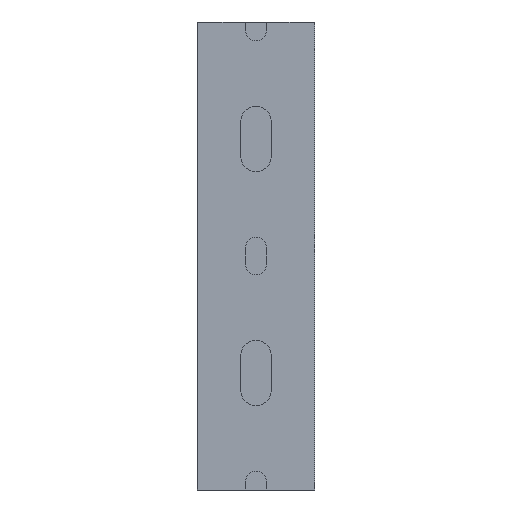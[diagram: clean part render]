
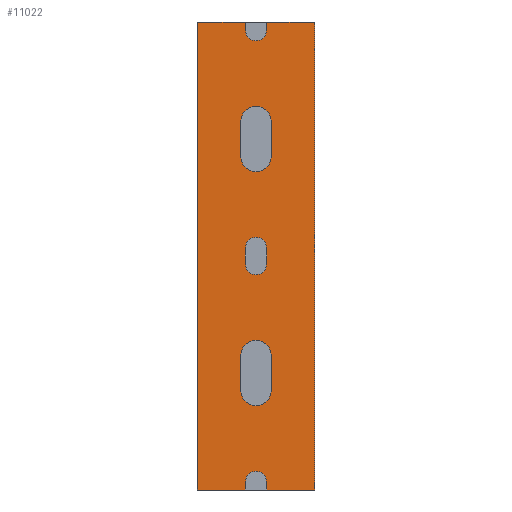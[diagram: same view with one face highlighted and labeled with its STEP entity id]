
A CAD part, front view. The second image highlights one B-rep face of the part: STEP entity #11022.
In plain terms, the highlighted planar face has unit normal (0, -1, 0).
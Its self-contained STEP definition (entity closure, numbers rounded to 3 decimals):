
#30=FACE_BOUND('',#1944,.T.);
#31=FACE_BOUND('',#1945,.T.);
#32=FACE_BOUND('',#1946,.T.);
#799=CIRCLE('',#12054,3.25);
#801=CIRCLE('',#12058,3.25);
#803=CIRCLE('',#12063,2.25);
#806=CIRCLE('',#12069,3.25);
#808=CIRCLE('',#12073,3.25);
#810=CIRCLE('',#12077,2.25);
#812=CIRCLE('',#12082,2.25);
#814=CIRCLE('',#12086,2.25);
#1374=FACE_OUTER_BOUND('',#1943,.T.);
#1943=EDGE_LOOP('',(#9971,#9972,#9973,#9974,#9975,#9976,#9977,#9978,#9979,
#9980,#9981,#9982));
#1944=EDGE_LOOP('',(#9983,#9984,#9985,#9986));
#1945=EDGE_LOOP('',(#9987,#9988,#9989,#9990));
#1946=EDGE_LOOP('',(#9991,#9992,#9993,#9994));
#2034=LINE('',#15474,#3116);
#2041=LINE('',#15488,#3123);
#2142=LINE('',#15770,#3224);
#2612=LINE('',#18209,#3694);
#2789=LINE('',#18626,#3871);
#2951=LINE('',#19150,#4033);
#2955=LINE('',#19162,#4037);
#2959=LINE('',#19172,#4041);
#2961=LINE('',#19178,#4043);
#2964=LINE('',#19186,#4046);
#2968=LINE('',#19197,#4050);
#2972=LINE('',#19209,#4054);
#2976=LINE('',#19219,#4058);
#2978=LINE('',#19227,#4060);
#2982=LINE('',#19236,#4064);
#2987=LINE('',#19249,#4069);
#3116=VECTOR('',#12233,10.);
#3123=VECTOR('',#12244,10.);
#3224=VECTOR('',#12465,10.);
#3694=VECTOR('',#13999,10.);
#3871=VECTOR('',#14496,10.);
#4033=VECTOR('',#15028,10.);
#4037=VECTOR('',#15040,10.);
#4041=VECTOR('',#15052,10.);
#4043=VECTOR('',#15056,10.);
#4046=VECTOR('',#15067,10.);
#4050=VECTOR('',#15075,10.);
#4054=VECTOR('',#15087,10.);
#4058=VECTOR('',#15099,10.);
#4060=VECTOR('',#15109,10.);
#4064=VECTOR('',#15115,10.);
#4069=VECTOR('',#15128,10.);
#4196=VERTEX_POINT('',#15471);
#4197=VERTEX_POINT('',#15473);
#4201=VERTEX_POINT('',#15485);
#4202=VERTEX_POINT('',#15487);
#4322=VERTEX_POINT('',#15767);
#4323=VERTEX_POINT('',#15769);
#5012=VERTEX_POINT('',#18208);
#5136=VERTEX_POINT('',#19147);
#5137=VERTEX_POINT('',#19149);
#5139=VERTEX_POINT('',#19155);
#5141=VERTEX_POINT('',#19161);
#5143=VERTEX_POINT('',#19170);
#5144=VERTEX_POINT('',#19174);
#5146=VERTEX_POINT('',#19177);
#5151=VERTEX_POINT('',#19194);
#5152=VERTEX_POINT('',#19196);
#5154=VERTEX_POINT('',#19202);
#5156=VERTEX_POINT('',#19208);
#5158=VERTEX_POINT('',#19217);
#5160=VERTEX_POINT('',#19223);
#5163=VERTEX_POINT('',#19233);
#5164=VERTEX_POINT('',#19235);
#5166=VERTEX_POINT('',#19241);
#5168=VERTEX_POINT('',#19247);
#5283=EDGE_CURVE('',#4196,#4197,#2034,.T.);
#5290=EDGE_CURVE('',#4202,#4201,#2041,.T.);
#5431=EDGE_CURVE('',#4323,#4322,#2142,.T.);
#6311=EDGE_CURVE('',#4323,#5012,#2612,.T.);
#6509=EDGE_CURVE('',#4201,#4197,#2789,.T.);
#6722=EDGE_CURVE('',#5137,#5136,#2951,.T.);
#6725=EDGE_CURVE('',#5139,#5137,#799,.T.);
#6728=EDGE_CURVE('',#5141,#5139,#2955,.T.);
#6731=EDGE_CURVE('',#5136,#5141,#801,.T.);
#6734=EDGE_CURVE('',#4196,#5143,#2959,.T.);
#6736=EDGE_CURVE('',#5146,#5144,#2961,.T.);
#6740=EDGE_CURVE('',#5143,#5146,#803,.T.);
#6741=EDGE_CURVE('',#5012,#5144,#2964,.T.);
#6746=EDGE_CURVE('',#5152,#5151,#2968,.T.);
#6749=EDGE_CURVE('',#5154,#5152,#806,.T.);
#6752=EDGE_CURVE('',#5156,#5154,#2972,.T.);
#6755=EDGE_CURVE('',#5151,#5156,#808,.T.);
#6758=EDGE_CURVE('',#4322,#5158,#2976,.T.);
#6761=EDGE_CURVE('',#5158,#5160,#810,.T.);
#6762=EDGE_CURVE('',#5160,#4202,#2978,.T.);
#6766=EDGE_CURVE('',#5164,#5163,#2982,.T.);
#6770=EDGE_CURVE('',#5163,#5166,#812,.T.);
#6773=EDGE_CURVE('',#5166,#5168,#2987,.T.);
#6775=EDGE_CURVE('',#5168,#5164,#814,.T.);
#9971=ORIENTED_EDGE('',*,*,#6736,.T.);
#9972=ORIENTED_EDGE('',*,*,#6741,.F.);
#9973=ORIENTED_EDGE('',*,*,#6311,.F.);
#9974=ORIENTED_EDGE('',*,*,#5431,.T.);
#9975=ORIENTED_EDGE('',*,*,#6758,.T.);
#9976=ORIENTED_EDGE('',*,*,#6761,.T.);
#9977=ORIENTED_EDGE('',*,*,#6762,.T.);
#9978=ORIENTED_EDGE('',*,*,#5290,.T.);
#9979=ORIENTED_EDGE('',*,*,#6509,.T.);
#9980=ORIENTED_EDGE('',*,*,#5283,.F.);
#9981=ORIENTED_EDGE('',*,*,#6734,.T.);
#9982=ORIENTED_EDGE('',*,*,#6740,.T.);
#9983=ORIENTED_EDGE('',*,*,#6722,.T.);
#9984=ORIENTED_EDGE('',*,*,#6731,.T.);
#9985=ORIENTED_EDGE('',*,*,#6728,.T.);
#9986=ORIENTED_EDGE('',*,*,#6725,.T.);
#9987=ORIENTED_EDGE('',*,*,#6746,.T.);
#9988=ORIENTED_EDGE('',*,*,#6755,.T.);
#9989=ORIENTED_EDGE('',*,*,#6752,.T.);
#9990=ORIENTED_EDGE('',*,*,#6749,.T.);
#9991=ORIENTED_EDGE('',*,*,#6766,.T.);
#9992=ORIENTED_EDGE('',*,*,#6770,.T.);
#9993=ORIENTED_EDGE('',*,*,#6773,.T.);
#9994=ORIENTED_EDGE('',*,*,#6775,.T.);
#10468=PLANE('',#12102);
#11022=ADVANCED_FACE('',(#1374,#30,#31,#32),#10468,.T.);
#12054=AXIS2_PLACEMENT_3D('',#19156,#15034,#15035);
#12058=AXIS2_PLACEMENT_3D('',#19166,#15046,#15047);
#12063=AXIS2_PLACEMENT_3D('',#19184,#15063,#15064);
#12069=AXIS2_PLACEMENT_3D('',#19203,#15081,#15082);
#12073=AXIS2_PLACEMENT_3D('',#19213,#15093,#15094);
#12077=AXIS2_PLACEMENT_3D('',#19225,#15105,#15106);
#12082=AXIS2_PLACEMENT_3D('',#19243,#15122,#15123);
#12086=AXIS2_PLACEMENT_3D('',#19252,#15133,#15134);
#12102=AXIS2_PLACEMENT_3D('',#19279,#15176,#15177);
#12233=DIRECTION('',(-1.,0.,0.));
#12244=DIRECTION('',(-1.,0.,0.));
#12465=DIRECTION('',(-1.,0.,0.));
#13999=DIRECTION('',(0.,0.,-1.));
#14496=DIRECTION('',(0.,0.,-1.));
#15028=DIRECTION('',(0.,0.,-1.));
#15034=DIRECTION('center_axis',(0.,1.,0.));
#15035=DIRECTION('ref_axis',(1.,0.,0.));
#15040=DIRECTION('',(0.,0.,1.));
#15046=DIRECTION('center_axis',(0.,1.,0.));
#15047=DIRECTION('ref_axis',(-1.,0.,0.));
#15052=DIRECTION('',(0.,0.,1.));
#15056=DIRECTION('',(0.,0.,-1.));
#15063=DIRECTION('center_axis',(0.,1.,0.));
#15064=DIRECTION('ref_axis',(1.,0.,0.));
#15067=DIRECTION('',(-1.,0.,0.));
#15075=DIRECTION('',(0.,0.,-1.));
#15081=DIRECTION('center_axis',(0.,1.,0.));
#15082=DIRECTION('ref_axis',(1.,0.,0.));
#15087=DIRECTION('',(0.,0.,1.));
#15093=DIRECTION('center_axis',(0.,1.,0.));
#15094=DIRECTION('ref_axis',(-1.,0.,0.));
#15099=DIRECTION('',(0.,0.,-1.));
#15105=DIRECTION('center_axis',(0.,1.,0.));
#15106=DIRECTION('ref_axis',(-1.,0.,0.));
#15109=DIRECTION('',(0.,0.,1.));
#15115=DIRECTION('',(0.,0.,-1.));
#15122=DIRECTION('center_axis',(0.,1.,0.));
#15123=DIRECTION('ref_axis',(-1.,0.,0.));
#15128=DIRECTION('',(0.,0.,1.));
#15133=DIRECTION('center_axis',(0.,1.,0.));
#15134=DIRECTION('ref_axis',(1.,0.,0.));
#15176=DIRECTION('center_axis',(0.,-1.,0.));
#15177=DIRECTION('ref_axis',(0.,0.,-1.));
#15471=CARTESIAN_POINT('',(-2.25,0.,-100.));
#15473=CARTESIAN_POINT('',(-12.5,0.,-100.));
#15474=CARTESIAN_POINT('',(0.,0.,-100.));
#15485=CARTESIAN_POINT('',(-12.5,0.,0.));
#15487=CARTESIAN_POINT('',(-2.25,0.,0.));
#15488=CARTESIAN_POINT('',(0.,0.,0.));
#15767=CARTESIAN_POINT('',(2.25,0.,0.));
#15769=CARTESIAN_POINT('',(12.5,0.,0.));
#15770=CARTESIAN_POINT('',(0.,0.,0.));
#18208=CARTESIAN_POINT('',(12.5,0.,-100.));
#18209=CARTESIAN_POINT('',(12.5,0.,0.));
#18626=CARTESIAN_POINT('',(-12.5,0.,0.));
#19147=CARTESIAN_POINT('',(3.25,0.,-78.75));
#19149=CARTESIAN_POINT('',(3.25,0.,-71.25));
#19150=CARTESIAN_POINT('',(3.25,0.,-39.375));
#19155=CARTESIAN_POINT('',(-3.25,0.,-71.25));
#19156=CARTESIAN_POINT('Origin',(0.,0.,
-71.25));
#19161=CARTESIAN_POINT('',(-3.25,0.,-78.75));
#19162=CARTESIAN_POINT('',(-3.25,0.,-35.625));
#19166=CARTESIAN_POINT('Origin',(0.,0.,
-78.75));
#19170=CARTESIAN_POINT('',(-2.25,0.,-98.25));
#19172=CARTESIAN_POINT('',(-2.25,0.,-49.125));
#19174=CARTESIAN_POINT('',(2.25,0.,-100.));
#19177=CARTESIAN_POINT('',(2.25,0.,-98.25));
#19178=CARTESIAN_POINT('',(2.25,0.,-50.875));
#19184=CARTESIAN_POINT('Origin',(0.,0.,
-98.25));
#19186=CARTESIAN_POINT('',(0.,0.,-100.));
#19194=CARTESIAN_POINT('',(3.25,0.,-28.75));
#19196=CARTESIAN_POINT('',(3.25,0.,-21.25));
#19197=CARTESIAN_POINT('',(3.25,0.,-14.375));
#19202=CARTESIAN_POINT('',(-3.25,0.,-21.25));
#19203=CARTESIAN_POINT('Origin',(0.,0.,
-21.25));
#19208=CARTESIAN_POINT('',(-3.25,0.,-28.75));
#19209=CARTESIAN_POINT('',(-3.25,0.,-10.625));
#19213=CARTESIAN_POINT('Origin',(0.,0.,
-28.75));
#19217=CARTESIAN_POINT('',(2.25,0.,-1.75));
#19219=CARTESIAN_POINT('',(2.25,0.,-0.875));
#19223=CARTESIAN_POINT('',(-2.25,0.,-1.75));
#19225=CARTESIAN_POINT('Origin',(0.,0.,
-1.75));
#19227=CARTESIAN_POINT('',(-2.25,0.,0.875));
#19233=CARTESIAN_POINT('',(2.25,0.,-51.75));
#19235=CARTESIAN_POINT('',(2.25,0.,-48.25));
#19236=CARTESIAN_POINT('',(2.25,0.,-25.875));
#19241=CARTESIAN_POINT('',(-2.25,0.,-51.75));
#19243=CARTESIAN_POINT('Origin',(0.,0.,
-51.75));
#19247=CARTESIAN_POINT('',(-2.25,0.,-48.25));
#19249=CARTESIAN_POINT('',(-2.25,0.,-24.125));
#19252=CARTESIAN_POINT('Origin',(0.,0.,
-48.25));
#19279=CARTESIAN_POINT('Origin',(-12.5,0.,0.));
